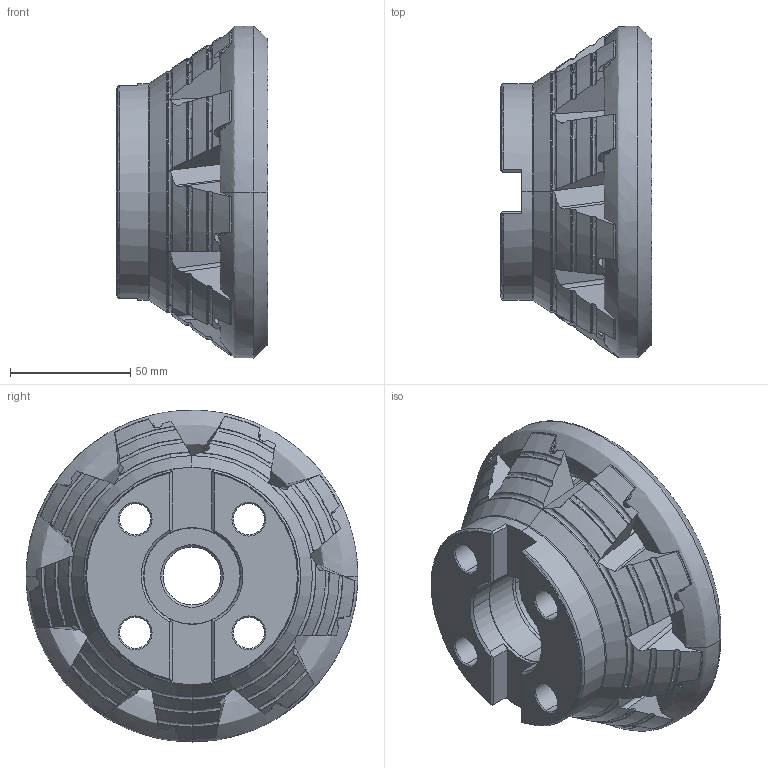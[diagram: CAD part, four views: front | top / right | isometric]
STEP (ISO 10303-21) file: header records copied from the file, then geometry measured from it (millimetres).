
FILE_DESCRIPTION (( 'STEP AP214' ), '1' );
FILE_NAME ('45PP-125-558-9.STEP', '2013-04-02T13:59:43', ( '' ), ( '' ), 'SwSTEP 2.0', 'SolidWorks 2013', '' );
FILE_SCHEMA (( 'AUTOMOTIVE_DESIGN' ));
Length unit declared in the file: millimetre
Products named in the file (1): 45PP-125-558-9
Bounding box: 62.99 x 137.8 x 137.8 mm (x, y, z)
Volume: 471953.1 mm3; surface area: 68900.4 mm2
Topology: 1 solids, 1 shells, 558 faces, 1622 edges, 1053 vertices
Faces by surface type: plane 188, torus 136, cylinder 116, cone 86, bspline 23, sphere 9
Entity records: 22878 total; most frequent: CARTESIAN_POINT 9357, ORIENTED_EDGE 3244, DIRECTION 2329, EDGE_CURVE 1622, VERTEX_POINT 1053, AXIS2_PLACEMENT_3D 973, B_SPLINE_CURVE_WITH_KNOTS 666, EDGE_LOOP 573
